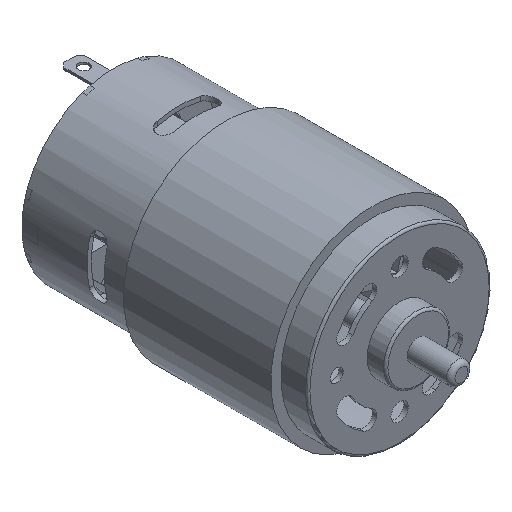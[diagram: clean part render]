
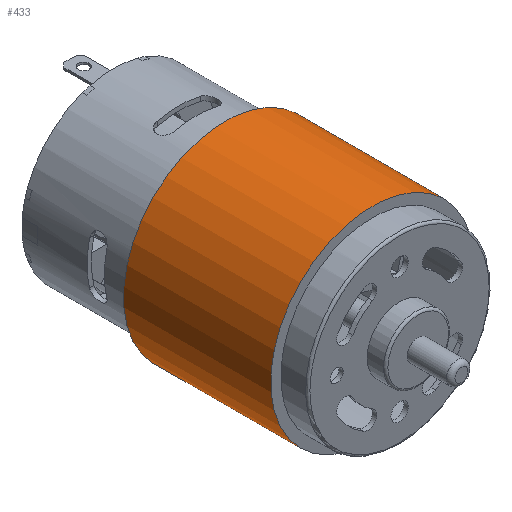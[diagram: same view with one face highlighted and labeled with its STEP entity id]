
A CAD part, isometric view. The second image highlights one B-rep face of the part: STEP entity #433.
In plain terms, the highlighted cylindrical face has radius 23.5 mm (diameter 47 mm), a partial arc.
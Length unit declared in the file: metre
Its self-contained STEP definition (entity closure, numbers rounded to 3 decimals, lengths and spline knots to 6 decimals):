
#433 = ADVANCED_FACE( '', ( #851 ), #852, .T. );
#851 = FACE_OUTER_BOUND( '', #1401, .T. );
#852 = CYLINDRICAL_SURFACE( '', #1402, 0.0235 );
#1401 = EDGE_LOOP( '', ( #2432, #2433, #2434, #2435 ) );
#1402 = AXIS2_PLACEMENT_3D( '', #2436, #2437, #2438 );
#2432 = ORIENTED_EDGE( '', *, *, #3716, .T. );
#2433 = ORIENTED_EDGE( '', *, *, #3652, .T. );
#2434 = ORIENTED_EDGE( '', *, *, #3717, .F. );
#2435 = ORIENTED_EDGE( '', *, *, #3551, .F. );
#2436 = CARTESIAN_POINT( '', ( 0., -0.017, 0. ) );
#2437 = DIRECTION( '', ( 0., -1., 0. ) );
#2438 = DIRECTION( '', ( 0., 0., 1. ) );
#3551 = EDGE_CURVE( '', #4925, #4927, #4928, .F. );
#3652 = EDGE_CURVE( '', #5086, #5084, #5087, .F. );
#3716 = EDGE_CURVE( '', #4925, #5086, #5187, .T. );
#3717 = EDGE_CURVE( '', #4927, #5084, #5188, .T. );
#4925 = VERTEX_POINT( '', #6025 );
#4927 = VERTEX_POINT( '', #6028 );
#4928 = LINE( '', #6029, #6030 );
#5084 = VERTEX_POINT( '', #6238 );
#5086 = VERTEX_POINT( '', #6241 );
#5087 = LINE( '', #6242, #6243 );
#5187 = CIRCLE( '', #6374, 0.0235 );
#5188 = CIRCLE( '', #6375, 0.0235 );
#6025 = CARTESIAN_POINT( '', ( 0.023367, 0.017, 0.0025 ) );
#6028 = CARTESIAN_POINT( '', ( 0.023367, -0.017, 0.0025 ) );
#6029 = CARTESIAN_POINT( '', ( 0.023367, -0.017, 0.0025 ) );
#6030 = VECTOR( '', #7309, 1. );
#6238 = CARTESIAN_POINT( '', ( 0.023367, -0.017, -0.0025 ) );
#6241 = CARTESIAN_POINT( '', ( 0.023367, 0.017, -0.0025 ) );
#6242 = CARTESIAN_POINT( '', ( 0.023367, -0.017, -0.0025 ) );
#6243 = VECTOR( '', #7429, 1. );
#6374 = AXIS2_PLACEMENT_3D( '', #7506, #7507, #7508 );
#6375 = AXIS2_PLACEMENT_3D( '', #7509, #7510, #7511 );
#7309 = DIRECTION( '', ( 0., 1., 0. ) );
#7429 = DIRECTION( '', ( 0., 1., 0. ) );
#7506 = CARTESIAN_POINT( '', ( 0., 0.017, 0. ) );
#7507 = DIRECTION( '', ( 0., -1., 0. ) );
#7508 = DIRECTION( '', ( 1., 0., 0. ) );
#7509 = CARTESIAN_POINT( '', ( 0., -0.017, 0. ) );
#7510 = DIRECTION( '', ( 0., -1., 0. ) );
#7511 = DIRECTION( '', ( 1., 0., 0. ) );
